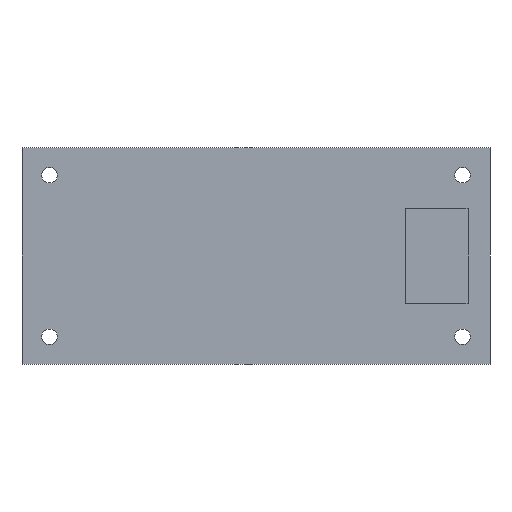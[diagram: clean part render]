
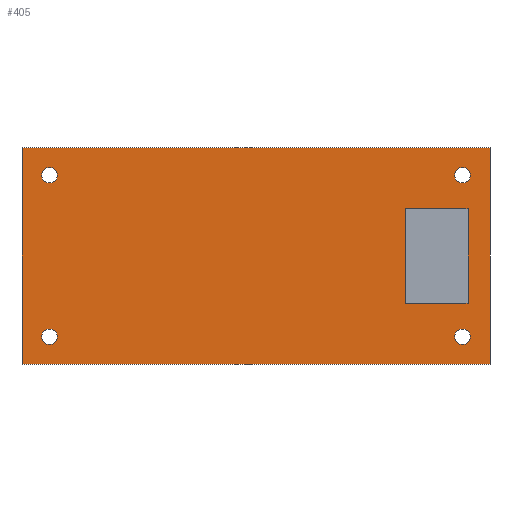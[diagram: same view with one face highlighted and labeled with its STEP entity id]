
A CAD part, top view. The second image highlights one B-rep face of the part: STEP entity #405.
In plain terms, the highlighted planar face has unit normal (0, 0, 1).
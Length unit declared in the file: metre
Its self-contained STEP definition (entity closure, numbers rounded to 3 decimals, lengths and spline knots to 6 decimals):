
#20=LINE('',#618,#64);
#21=LINE('',#621,#65);
#22=LINE('',#623,#66);
#23=LINE('',#625,#67);
#24=LINE('',#626,#68);
#25=LINE('',#629,#69);
#26=LINE('',#631,#70);
#27=LINE('',#633,#71);
#64=VECTOR('',#507,1.);
#65=VECTOR('',#508,1.);
#66=VECTOR('',#509,1.);
#67=VECTOR('',#510,1.);
#68=VECTOR('',#511,1.);
#69=VECTOR('',#512,1.);
#70=VECTOR('',#513,1.);
#71=VECTOR('',#514,1.);
#101=PLANE('',#450);
#140=ORIENTED_EDGE('',*,*,#240,.F.);
#141=ORIENTED_EDGE('',*,*,#241,.T.);
#142=ORIENTED_EDGE('',*,*,#242,.T.);
#143=ORIENTED_EDGE('',*,*,#243,.F.);
#144=ORIENTED_EDGE('',*,*,#244,.T.);
#145=ORIENTED_EDGE('',*,*,#245,.T.);
#146=ORIENTED_EDGE('',*,*,#246,.F.);
#147=ORIENTED_EDGE('',*,*,#247,.F.);
#148=ORIENTED_EDGE('',*,*,#227,.T.);
#149=ORIENTED_EDGE('',*,*,#229,.T.);
#150=ORIENTED_EDGE('',*,*,#231,.T.);
#151=ORIENTED_EDGE('',*,*,#225,.T.);
#225=EDGE_CURVE('',#277,#277,#313,.F.);
#227=EDGE_CURVE('',#279,#279,#315,.F.);
#229=EDGE_CURVE('',#281,#281,#317,.F.);
#231=EDGE_CURVE('',#283,#283,#319,.F.);
#240=EDGE_CURVE('',#292,#293,#20,.T.);
#241=EDGE_CURVE('',#292,#294,#21,.T.);
#242=EDGE_CURVE('',#294,#295,#22,.T.);
#243=EDGE_CURVE('',#293,#295,#23,.T.);
#244=EDGE_CURVE('',#296,#297,#24,.T.);
#245=EDGE_CURVE('',#297,#298,#25,.T.);
#246=EDGE_CURVE('',#299,#298,#26,.T.);
#247=EDGE_CURVE('',#296,#299,#27,.T.);
#277=VERTEX_POINT('',#584);
#279=VERTEX_POINT('',#589);
#281=VERTEX_POINT('',#594);
#283=VERTEX_POINT('',#599);
#292=VERTEX_POINT('',#619);
#293=VERTEX_POINT('',#620);
#294=VERTEX_POINT('',#622);
#295=VERTEX_POINT('',#624);
#296=VERTEX_POINT('',#627);
#297=VERTEX_POINT('',#628);
#298=VERTEX_POINT('',#630);
#299=VERTEX_POINT('',#632);
#313=CIRCLE('',#439,0.00125);
#315=CIRCLE('',#442,0.00125);
#317=CIRCLE('',#445,0.00125);
#319=CIRCLE('',#448,0.00125);
#334=EDGE_LOOP('',(#140,#141,#142,#143));
#335=EDGE_LOOP('',(#144,#145,#146,#147));
#336=EDGE_LOOP('',(#148));
#337=EDGE_LOOP('',(#149));
#338=EDGE_LOOP('',(#150));
#339=EDGE_LOOP('',(#151));
#372=FACE_BOUND('',#334,.T.);
#373=FACE_BOUND('',#335,.T.);
#374=FACE_BOUND('',#336,.T.);
#375=FACE_BOUND('',#337,.T.);
#376=FACE_BOUND('',#338,.T.);
#377=FACE_BOUND('',#339,.T.);
#405=ADVANCED_FACE('',(#372,#373,#374,#375,#376,#377),#101,.T.);
#439=AXIS2_PLACEMENT_3D('',#583,#475,#476);
#442=AXIS2_PLACEMENT_3D('',#588,#481,#482);
#445=AXIS2_PLACEMENT_3D('',#593,#487,#488);
#448=AXIS2_PLACEMENT_3D('',#598,#493,#494);
#450=AXIS2_PLACEMENT_3D('',#617,#505,#506);
#475=DIRECTION('',(0.,0.,1.));
#476=DIRECTION('',(1.,0.,0.));
#481=DIRECTION('',(0.,0.,1.));
#482=DIRECTION('',(1.,0.,0.));
#487=DIRECTION('',(0.,0.,1.));
#488=DIRECTION('',(1.,0.,0.));
#493=DIRECTION('',(0.,0.,1.));
#494=DIRECTION('',(1.,0.,0.));
#505=DIRECTION('',(0.,0.,1.));
#506=DIRECTION('',(1.,0.,0.));
#507=DIRECTION('',(0.,-1.,0.));
#508=DIRECTION('',(-1.,0.,0.));
#509=DIRECTION('',(0.,-1.,0.));
#510=DIRECTION('',(-1.,0.,0.));
#511=DIRECTION('',(1.,0.,0.));
#512=DIRECTION('',(0.,-1.,0.));
#513=DIRECTION('',(1.,0.,0.));
#514=DIRECTION('',(0.,-1.,0.));
#583=CARTESIAN_POINT('',(-0.032875,0.012875,0.0015));
#584=CARTESIAN_POINT('',(-0.031625,0.012875,0.0015));
#588=CARTESIAN_POINT('',(0.032875,0.012875,0.0015));
#589=CARTESIAN_POINT('',(0.034125,0.012875,0.0015));
#593=CARTESIAN_POINT('',(0.032875,-0.012875,0.0015));
#594=CARTESIAN_POINT('',(0.034125,-0.012875,0.0015));
#598=CARTESIAN_POINT('',(-0.032875,-0.012875,0.0015));
#599=CARTESIAN_POINT('',(-0.031625,-0.012875,0.0015));
#617=CARTESIAN_POINT('',(0.,0.,0.0015));
#618=CARTESIAN_POINT('',(0.03725,0.,0.0015));
#619=CARTESIAN_POINT('',(0.03725,0.01725,0.0015));
#620=CARTESIAN_POINT('',(0.03725,-0.01725,0.0015));
#621=CARTESIAN_POINT('',(0.,0.01725,0.0015));
#622=CARTESIAN_POINT('',(-0.03725,0.01725,0.0015));
#623=CARTESIAN_POINT('',(-0.03725,0.,0.0015));
#624=CARTESIAN_POINT('',(-0.03725,-0.01725,0.0015));
#625=CARTESIAN_POINT('',(0.,-0.01725,0.0015));
#626=CARTESIAN_POINT('',(0.,0.0075,0.0015));
#627=CARTESIAN_POINT('',(0.02375,0.0075,0.0015));
#628=CARTESIAN_POINT('',(0.03375,0.0075,0.0015));
#629=CARTESIAN_POINT('',(0.03375,0.,0.0015));
#630=CARTESIAN_POINT('',(0.03375,-0.0075,0.0015));
#631=CARTESIAN_POINT('',(0.,-0.0075,0.0015));
#632=CARTESIAN_POINT('',(0.02375,-0.0075,0.0015));
#633=CARTESIAN_POINT('',(0.02375,0.,0.0015));
